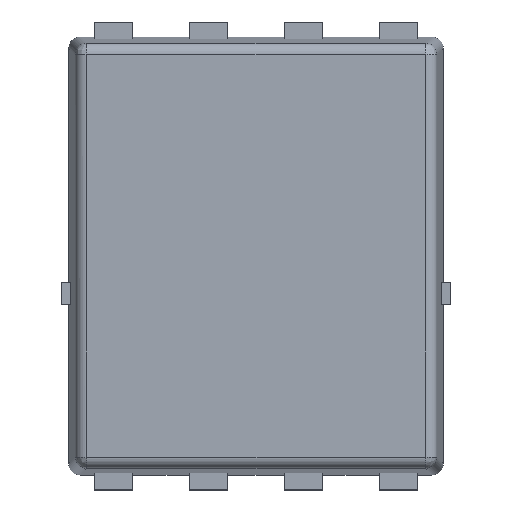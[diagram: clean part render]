
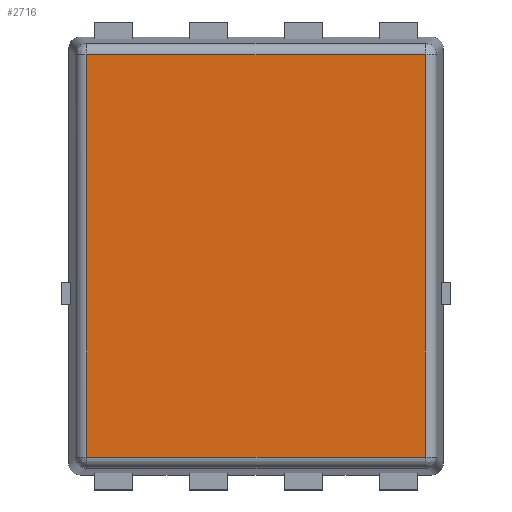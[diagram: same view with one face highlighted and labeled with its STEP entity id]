
A CAD part, top view. The second image highlights one B-rep face of the part: STEP entity #2716.
In plain terms, the highlighted planar face has unit normal (0, 0, 1).
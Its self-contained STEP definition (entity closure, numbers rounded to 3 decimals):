
#72 = CARTESIAN_POINT ( 'NONE',  ( -2.263, 2.825, 1.1 ) ) ;
#102 = ORIENTED_EDGE ( 'NONE', *, *, #130, .T. ) ;
#130 = EDGE_CURVE ( 'NONE', #3386, #597, #1766, .T. ) ;
#172 = PLANE ( 'NONE',  #2356 ) ;
#199 = VECTOR ( 'NONE', #1861, 1000. ) ;
#228 = DIRECTION ( 'NONE',  ( 0., 1., 0. ) ) ;
#247 = DIRECTION ( 'NONE',  ( 1., 0., 0. ) ) ;
#553 = EDGE_LOOP ( 'NONE', ( #3967, #2727, #662, #102 ) ) ;
#597 = VERTEX_POINT ( 'NONE', #1757 ) ;
#662 = ORIENTED_EDGE ( 'NONE', *, *, #735, .T. ) ;
#733 = DIRECTION ( 'NONE',  ( 0., -1., 0. ) ) ;
#735 = EDGE_CURVE ( 'NONE', #2713, #3386, #2549, .T. ) ;
#780 = CARTESIAN_POINT ( 'NONE',  ( -2.263, 2.688, 1.1 ) ) ;
#792 = CARTESIAN_POINT ( 'NONE',  ( -2.4, 2.825, 1.1 ) ) ;
#838 = DIRECTION ( 'NONE',  ( 0., 0., 1. ) ) ;
#852 = LINE ( 'NONE', #4011, #3708 ) ;
#1174 = CARTESIAN_POINT ( 'NONE',  ( 2.263, 2.688, 1.1 ) ) ;
#1757 = CARTESIAN_POINT ( 'NONE',  ( -2.263, -2.688, 1.1 ) ) ;
#1761 = LINE ( 'NONE', #3110, #2367 ) ;
#1766 = LINE ( 'NONE', #72, #4093 ) ;
#1774 = EDGE_CURVE ( 'NONE', #597, #3526, #852, .T. ) ;
#1861 = DIRECTION ( 'NONE',  ( -1., 0., 0. ) ) ;
#2115 = DIRECTION ( 'NONE',  ( 1., 0., 0. ) ) ;
#2356 = AXIS2_PLACEMENT_3D ( 'NONE', #792, #838, #2115 ) ;
#2367 = VECTOR ( 'NONE', #228, 1000. ) ;
#2480 = CARTESIAN_POINT ( 'NONE',  ( 2.263, -2.688, 1.1 ) ) ;
#2528 = CARTESIAN_POINT ( 'NONE',  ( -2.4, 2.688, 1.1 ) ) ;
#2549 = LINE ( 'NONE', #2528, #199 ) ;
#2713 = VERTEX_POINT ( 'NONE', #1174 ) ;
#2716 = ADVANCED_FACE ( 'NONE', ( #3719 ), #172, .T. ) ;
#2727 = ORIENTED_EDGE ( 'NONE', *, *, #4121, .T. ) ;
#3110 = CARTESIAN_POINT ( 'NONE',  ( 2.263, 2.825, 1.1 ) ) ;
#3386 = VERTEX_POINT ( 'NONE', #780 ) ;
#3526 = VERTEX_POINT ( 'NONE', #2480 ) ;
#3708 = VECTOR ( 'NONE', #247, 1000. ) ;
#3719 = FACE_OUTER_BOUND ( 'NONE', #553, .T. ) ;
#3967 = ORIENTED_EDGE ( 'NONE', *, *, #1774, .T. ) ;
#4011 = CARTESIAN_POINT ( 'NONE',  ( -2.4, -2.688, 1.1 ) ) ;
#4093 = VECTOR ( 'NONE', #733, 1000. ) ;
#4121 = EDGE_CURVE ( 'NONE', #3526, #2713, #1761, .T. ) ;
